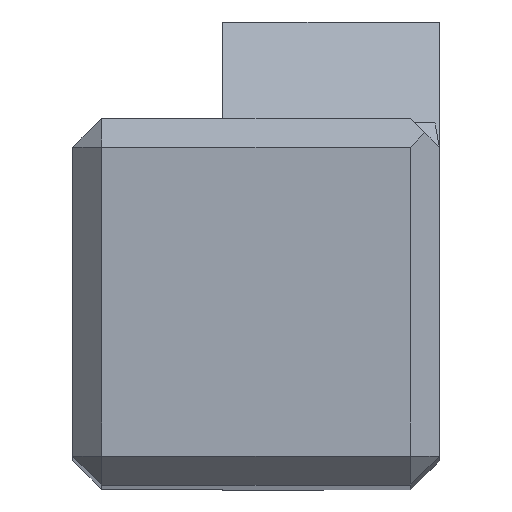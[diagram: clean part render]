
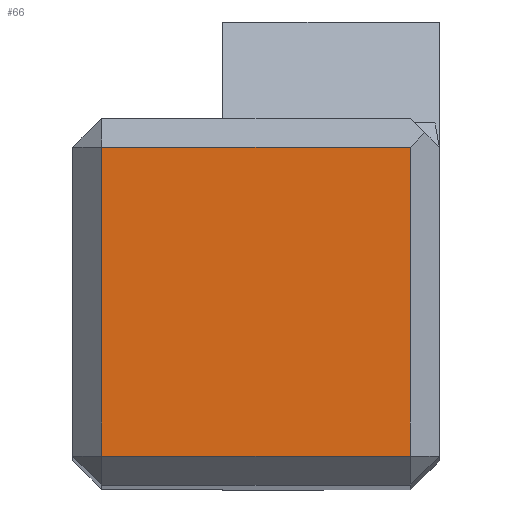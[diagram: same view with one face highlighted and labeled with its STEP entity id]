
A CAD part, top view. The second image highlights one B-rep face of the part: STEP entity #66.
In plain terms, the highlighted planar face has unit normal (0, 0, 1).
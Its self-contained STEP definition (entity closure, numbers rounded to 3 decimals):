
#41=PLANE('',#524);
#66=ADVANCED_FACE('',(#94),#41,.T.);
#94=FACE_OUTER_BOUND('',#120,.T.);
#120=EDGE_LOOP('',(#293,#294,#295,#296));
#165=LINE('',#732,#222);
#166=LINE('',#735,#223);
#167=LINE('',#737,#224);
#168=LINE('',#739,#225);
#222=VECTOR('',#594,1.);
#223=VECTOR('',#595,1.);
#224=VECTOR('',#596,1.);
#225=VECTOR('',#597,1.);
#293=ORIENTED_EDGE('',*,*,#444,.T.);
#294=ORIENTED_EDGE('',*,*,#445,.T.);
#295=ORIENTED_EDGE('',*,*,#446,.T.);
#296=ORIENTED_EDGE('',*,*,#447,.T.);
#400=VERTEX_POINT('',#733);
#401=VERTEX_POINT('',#734);
#402=VERTEX_POINT('',#736);
#403=VERTEX_POINT('',#738);
#444=EDGE_CURVE('',#400,#401,#165,.T.);
#445=EDGE_CURVE('',#401,#402,#166,.T.);
#446=EDGE_CURVE('',#402,#403,#167,.T.);
#447=EDGE_CURVE('',#403,#400,#168,.T.);
#524=AXIS2_PLACEMENT_3D('',#740,#598,#599);
#594=DIRECTION('',(0.,-1.,0.));
#595=DIRECTION('',(1.,0.,0.));
#596=DIRECTION('',(0.,1.,0.));
#597=DIRECTION('',(-1.,0.,0.));
#598=DIRECTION('',(0.,0.,1.));
#599=DIRECTION('',(-1.,0.,0.));
#732=CARTESIAN_POINT('',(-11.8,0.,0.));
#733=CARTESIAN_POINT('',(-11.8,11.7,0.));
#734=CARTESIAN_POINT('',(-11.8,1.,0.));
#735=CARTESIAN_POINT('',(-0.1,1.,0.));
#736=CARTESIAN_POINT('',(-1.1,1.,0.));
#737=CARTESIAN_POINT('',(-1.1,12.7,0.));
#738=CARTESIAN_POINT('',(-1.1,11.7,0.));
#739=CARTESIAN_POINT('',(-0.1,11.7,0.));
#740=CARTESIAN_POINT('',(-0.1,0.,0.));
